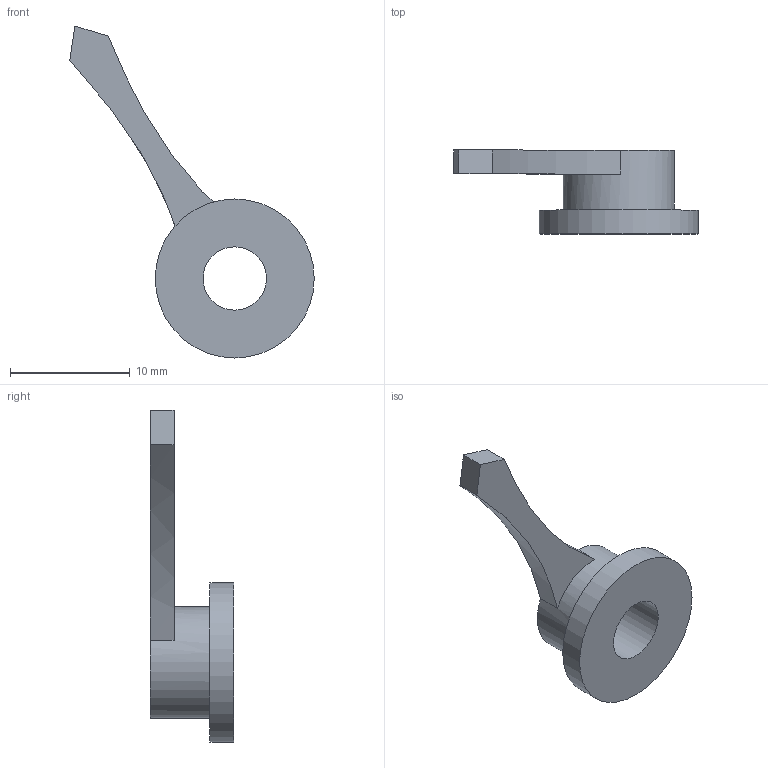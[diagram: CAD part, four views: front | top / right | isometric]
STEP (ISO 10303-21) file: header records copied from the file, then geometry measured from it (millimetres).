
FILE_DESCRIPTION(/* description */ (''),/* implementation_level */ '2;1');
FILE_NAME(/* name */ 'minutes.step',/* time_stamp */ '2025-12-01T17:40:38-08:00',/* author */ (''),/* organization */ (''),/* preprocessor_version */ 'ST-DEVELOPER v20.1',/* originating_system */ 'Autodesk Translation Framework v14.21.0.0',/* authorisation */ '');
FILE_SCHEMA (('AUTOMOTIVE_DESIGN { 1 0 10303 214 3 1 1 }'));
Length unit declared in the file: millimetre
Products named in the file (1): FusionComponent
Bounding box: 20.45 x 7 x 27.77 mm (x, y, z)
Volume: 573.5 mm3; surface area: 767.7 mm2
Topology: 1 solids, 1 shells, 11 faces, 24 edges, 16 vertices
Faces by surface type: plane 6, cylinder 3, bspline 2
Full cylindrical faces by diameter (mm): 5.3 x1, 9.3 x1, 13.3 x1
Entity records: 437 total; most frequent: CARTESIAN_POINT 166, ORIENTED_EDGE 48, DIRECTION 48, EDGE_CURVE 24, AXIS2_PLACEMENT_3D 18, VERTEX_POINT 16, EDGE_LOOP 14, LINE 12
